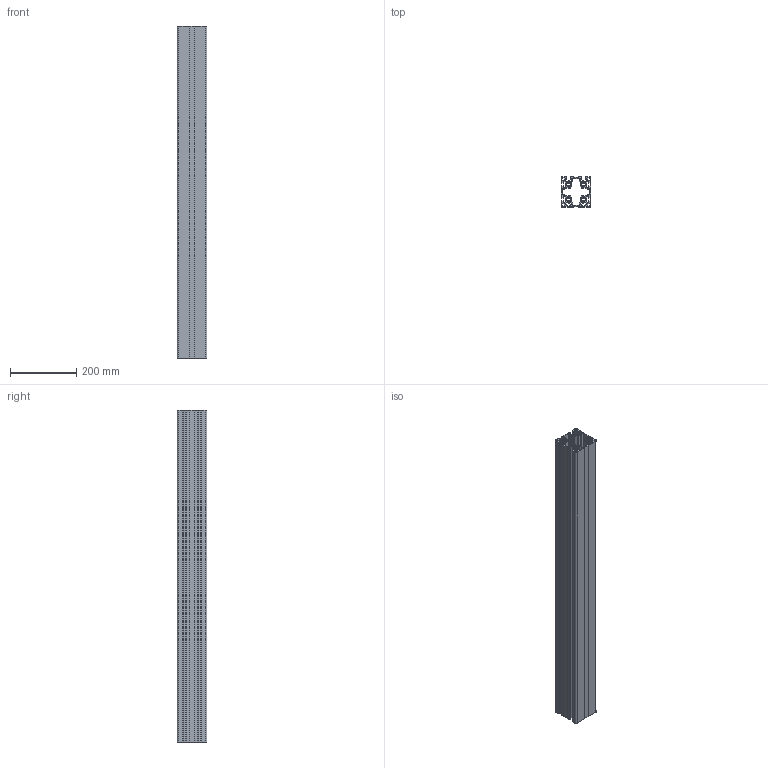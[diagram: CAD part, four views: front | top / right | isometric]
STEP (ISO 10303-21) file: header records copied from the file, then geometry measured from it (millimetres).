
FILE_DESCRIPTION(/* description */ ('Titel eingeben'),/* implementation_level */ '2;1');
FILE_NAME(/* name */ '80067_KriTec_Profil_10_90x90_4N_90Grad_leicht.stp',/* time_stamp */ '2017-10-23T15:56:37+02:00',/* author */ ('Steiner'),/* organization */ (''),/* preprocessor_version */ 'ST-DEVELOPER v16.1',/* originating_system */ 'Autodesk Inventor 2016',/* authorisation */ '');
FILE_SCHEMA (('CONFIG_CONTROL_DESIGN'));
Length unit declared in the file: millimetre
Products named in the file (1): 80067_KriTec_Profil_10_90x90_4N_90Grad_leicht
Bounding box: 90 x 90 x 1000 mm (x, y, z)
Volume: 2421491.9 mm3; surface area: 1551941.5 mm2
Topology: 1 solids, 1 shells, 330 faces, 984 edges, 656 vertices
Faces by surface type: plane 238, cylinder 92
Entity records: 11108 total; most frequent: CARTESIAN_POINT 1971, ORIENTED_EDGE 1968, DIRECTION 1830, EDGE_CURVE 984, LINE 800, VECTOR 800, VERTEX_POINT 656, AXIS2_PLACEMENT_3D 515
